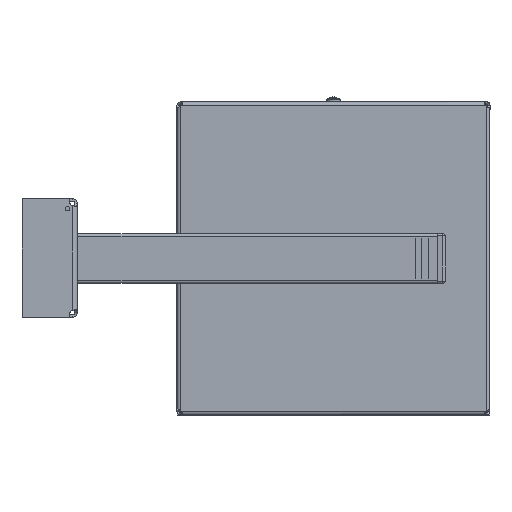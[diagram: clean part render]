
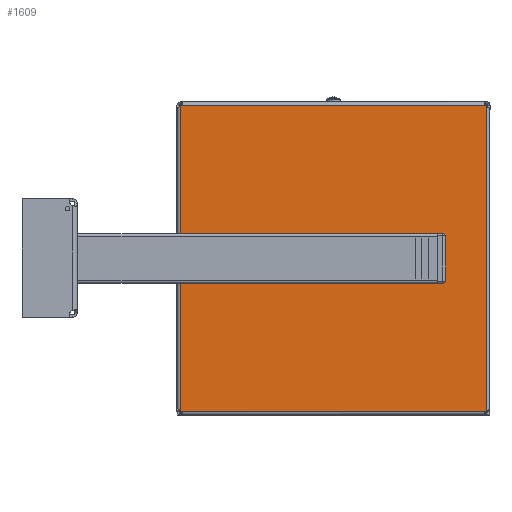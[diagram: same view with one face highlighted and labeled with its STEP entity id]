
A CAD part, front view. The second image highlights one B-rep face of the part: STEP entity #1609.
In plain terms, the highlighted planar face has unit normal (0, -1, 0).
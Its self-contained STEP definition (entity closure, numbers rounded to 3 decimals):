
#404 = DIRECTION ( 'NONE',  ( 0., 0., 1. ) ) ;
#553 = FACE_BOUND ( 'NONE', #9143, .T. ) ;
#574 = CARTESIAN_POINT ( 'NONE',  ( 0., 0., -14.97 ) ) ;
#772 = CIRCLE ( 'NONE', #11500, 2.25 ) ;
#800 = EDGE_CURVE ( 'NONE', #11908, #16135, #12722, .T. ) ;
#995 = VECTOR ( 'NONE', #11785, 1000. ) ;
#1080 = ORIENTED_EDGE ( 'NONE', *, *, #6640, .F. ) ;
#1141 = ORIENTED_EDGE ( 'NONE', *, *, #21242, .F. ) ;
#1206 = DIRECTION ( 'NONE',  ( 0., 0., -1. ) ) ;
#1514 = ORIENTED_EDGE ( 'NONE', *, *, #21783, .F. ) ;
#1517 = EDGE_CURVE ( 'NONE', #7363, #14740, #8787, .T. ) ;
#1564 = DIRECTION ( 'NONE',  ( 0.707, 0., 0.707 ) ) ;
#1609 = ADVANCED_FACE ( 'NONE', ( #16606, #553, #11941 ), #23896, .F. ) ;
#2549 = CARTESIAN_POINT ( 'NONE',  ( 79.45, 0., -106. ) ) ;
#3010 = AXIS2_PLACEMENT_3D ( 'NONE', #28148, #21184, #404 ) ;
#3193 = CARTESIAN_POINT ( 'NONE',  ( 0., 0., 5.25 ) ) ;
#3496 = AXIS2_PLACEMENT_3D ( 'NONE', #7543, #23754, #18903 ) ;
#3505 = CARTESIAN_POINT ( 'NONE',  ( -93.018, 0., -92.432 ) ) ;
#3668 = EDGE_CURVE ( 'NONE', #20774, #15432, #12604, .T. ) ;
#3738 = VECTOR ( 'NONE', #1564, 1000. ) ;
#4077 = EDGE_LOOP ( 'NONE', ( #1514, #7062 ) ) ;
#5232 = ORIENTED_EDGE ( 'NONE', *, *, #21076, .F. ) ;
#6156 = LINE ( 'NONE', #15220, #11153 ) ;
#6640 = EDGE_CURVE ( 'NONE', #11908, #15432, #22490, .T. ) ;
#6837 = VECTOR ( 'NONE', #9294, 1000. ) ;
#7062 = ORIENTED_EDGE ( 'NONE', *, *, #27235, .F. ) ;
#7363 = VERTEX_POINT ( 'NONE', #3193 ) ;
#7543 = CARTESIAN_POINT ( 'NONE',  ( 0., 0., 0. ) ) ;
#7567 = DIRECTION ( 'NONE',  ( 0., 0., -1. ) ) ;
#7959 = CARTESIAN_POINT ( 'NONE',  ( -79.45, 0., -106. ) ) ;
#7968 = EDGE_CURVE ( 'NONE', #24494, #17976, #29196, .T. ) ;
#8787 = CIRCLE ( 'NONE', #3496, 5.25 ) ;
#8958 = DIRECTION ( 'NONE',  ( -0.707, 0., 0.707 ) ) ;
#9143 = EDGE_LOOP ( 'NONE', ( #1141, #12578 ) ) ;
#9294 = DIRECTION ( 'NONE',  ( 0., 0., -1. ) ) ;
#9560 = DIRECTION ( 'NONE',  ( 0., -1., 0. ) ) ;
#9925 = CARTESIAN_POINT ( 'NONE',  ( 92.432, 0., 93.018 ) ) ;
#10454 = CARTESIAN_POINT ( 'NONE',  ( 93.018, 0., -92.432 ) ) ;
#10996 = CIRCLE ( 'NONE', #27938, 5.25 ) ;
#11153 = VECTOR ( 'NONE', #25088, 1000. ) ;
#11460 = CARTESIAN_POINT ( 'NONE',  ( -92.432, 0., -93.018 ) ) ;
#11500 = AXIS2_PLACEMENT_3D ( 'NONE', #574, #28322, #7567 ) ;
#11640 = VERTEX_POINT ( 'NONE', #10454 ) ;
#11668 = CIRCLE ( 'NONE', #29578, 2.25 ) ;
#11785 = DIRECTION ( 'NONE',  ( -0.707, 0., -0.707 ) ) ;
#11908 = VERTEX_POINT ( 'NONE', #18483 ) ;
#11941 = FACE_OUTER_BOUND ( 'NONE', #21108, .T. ) ;
#12130 = VERTEX_POINT ( 'NONE', #17697 ) ;
#12414 = EDGE_CURVE ( 'NONE', #11640, #24494, #23305, .T. ) ;
#12468 = VERTEX_POINT ( 'NONE', #20049 ) ;
#12578 = ORIENTED_EDGE ( 'NONE', *, *, #1517, .F. ) ;
#12604 = LINE ( 'NONE', #24442, #18156 ) ;
#12722 = LINE ( 'NONE', #21981, #20844 ) ;
#14471 = ORIENTED_EDGE ( 'NONE', *, *, #12414, .F. ) ;
#14740 = VERTEX_POINT ( 'NONE', #25771 ) ;
#15220 = CARTESIAN_POINT ( 'NONE',  ( 79.45, 0., 106. ) ) ;
#15432 = VERTEX_POINT ( 'NONE', #22534 ) ;
#15767 = LINE ( 'NONE', #7959, #29865 ) ;
#16135 = VERTEX_POINT ( 'NONE', #3505 ) ;
#16262 = LINE ( 'NONE', #21127, #6837 ) ;
#16606 = FACE_BOUND ( 'NONE', #4077, .T. ) ;
#16667 = DIRECTION ( 'NONE',  ( 0., 0., -1. ) ) ;
#17061 = DIRECTION ( 'NONE',  ( -1., 0., 0. ) ) ;
#17697 = CARTESIAN_POINT ( 'NONE',  ( 0., 0., -12.72 ) ) ;
#17829 = VECTOR ( 'NONE', #17061, 1000. ) ;
#17976 = VERTEX_POINT ( 'NONE', #11460 ) ;
#18037 = CARTESIAN_POINT ( 'NONE',  ( 92.432, 0., -93.018 ) ) ;
#18156 = VECTOR ( 'NONE', #23986, 1000. ) ;
#18483 = CARTESIAN_POINT ( 'NONE',  ( -93.018, 0., 92.432 ) ) ;
#18533 = ORIENTED_EDGE ( 'NONE', *, *, #27152, .F. ) ;
#18705 = DIRECTION ( 'NONE',  ( 0., -1., 0. ) ) ;
#18903 = DIRECTION ( 'NONE',  ( 0., 0., -1. ) ) ;
#19187 = CARTESIAN_POINT ( 'NONE',  ( 93.018, 0., 92.432 ) ) ;
#19352 = CARTESIAN_POINT ( 'NONE',  ( 0., 0., -93.018 ) ) ;
#20049 = CARTESIAN_POINT ( 'NONE',  ( 0., 0., -17.22 ) ) ;
#20774 = VERTEX_POINT ( 'NONE', #9925 ) ;
#20844 = VECTOR ( 'NONE', #1206, 1000. ) ;
#20952 = VERTEX_POINT ( 'NONE', #19187 ) ;
#20976 = CARTESIAN_POINT ( 'NONE',  ( 0., 0., -14.97 ) ) ;
#21076 = EDGE_CURVE ( 'NONE', #17976, #16135, #15767, .T. ) ;
#21108 = EDGE_LOOP ( 'NONE', ( #18533, #29468, #22446, #1080, #25637, #5232, #27299, #14471 ) ) ;
#21127 = CARTESIAN_POINT ( 'NONE',  ( 93.018, 0., 0. ) ) ;
#21184 = DIRECTION ( 'NONE',  ( 0., 1., 0. ) ) ;
#21242 = EDGE_CURVE ( 'NONE', #14740, #7363, #10996, .T. ) ;
#21783 = EDGE_CURVE ( 'NONE', #12468, #12130, #772, .T. ) ;
#21981 = CARTESIAN_POINT ( 'NONE',  ( -93.018, 0., 0. ) ) ;
#22446 = ORIENTED_EDGE ( 'NONE', *, *, #3668, .T. ) ;
#22490 = LINE ( 'NONE', #29008, #3738 ) ;
#22534 = CARTESIAN_POINT ( 'NONE',  ( -92.432, 0., 93.018 ) ) ;
#23305 = LINE ( 'NONE', #2549, #995 ) ;
#23369 = CARTESIAN_POINT ( 'NONE',  ( 0., 0., 0. ) ) ;
#23754 = DIRECTION ( 'NONE',  ( 0., -1., 0. ) ) ;
#23896 = PLANE ( 'NONE',  #3010 ) ;
#23986 = DIRECTION ( 'NONE',  ( -1., 0., 0. ) ) ;
#24442 = CARTESIAN_POINT ( 'NONE',  ( 0., 0., 93.018 ) ) ;
#24494 = VERTEX_POINT ( 'NONE', #18037 ) ;
#25088 = DIRECTION ( 'NONE',  ( 0.707, 0., -0.707 ) ) ;
#25637 = ORIENTED_EDGE ( 'NONE', *, *, #800, .T. ) ;
#25771 = CARTESIAN_POINT ( 'NONE',  ( 0., 0., -5.25 ) ) ;
#27152 = EDGE_CURVE ( 'NONE', #20952, #11640, #16262, .T. ) ;
#27235 = EDGE_CURVE ( 'NONE', #12130, #12468, #11668, .T. ) ;
#27299 = ORIENTED_EDGE ( 'NONE', *, *, #7968, .F. ) ;
#27938 = AXIS2_PLACEMENT_3D ( 'NONE', #23369, #9560, #16667 ) ;
#27945 = DIRECTION ( 'NONE',  ( 0., 0., -1. ) ) ;
#28148 = CARTESIAN_POINT ( 'NONE',  ( 0., 0., 0. ) ) ;
#28190 = EDGE_CURVE ( 'NONE', #20774, #20952, #6156, .T. ) ;
#28322 = DIRECTION ( 'NONE',  ( 0., -1., 0. ) ) ;
#29008 = CARTESIAN_POINT ( 'NONE',  ( -79.45, 0., 106. ) ) ;
#29196 = LINE ( 'NONE', #19352, #17829 ) ;
#29468 = ORIENTED_EDGE ( 'NONE', *, *, #28190, .F. ) ;
#29578 = AXIS2_PLACEMENT_3D ( 'NONE', #20976, #18705, #27945 ) ;
#29865 = VECTOR ( 'NONE', #8958, 1000. ) ;
